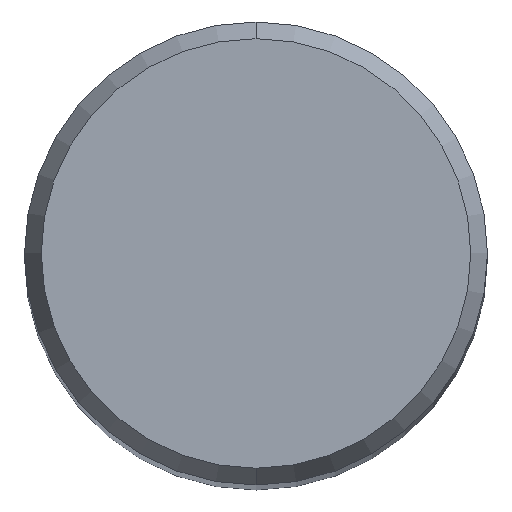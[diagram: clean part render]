
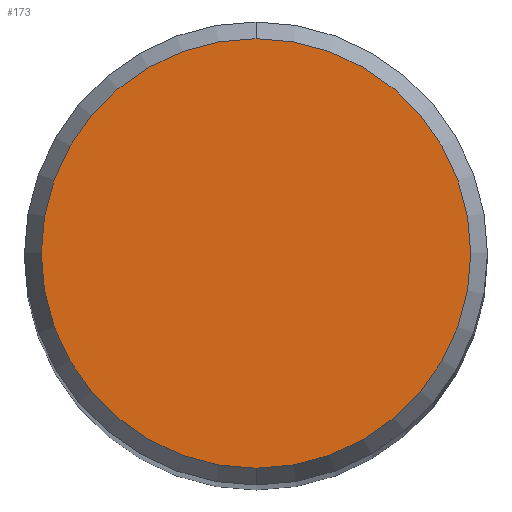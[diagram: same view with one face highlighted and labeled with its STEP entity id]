
A CAD part, top view. The second image highlights one B-rep face of the part: STEP entity #173.
In plain terms, the highlighted planar face has unit normal (0, 0, 1).
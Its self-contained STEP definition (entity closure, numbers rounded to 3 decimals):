
#133=EDGE_CURVE('',#143,#209,#286,.T.);
#143=VERTEX_POINT('',#299);
#173=ADVANCED_FACE('',(#333),#334,.T.);
#187=EDGE_CURVE('',#209,#143,#349,.T.);
#209=VERTEX_POINT('',#374);
#286=CIRCLE('',#461,2.946);
#299=CARTESIAN_POINT('',(0.,-2.946,0.0));
#333=FACE_OUTER_BOUND('',#517,.T.);
#334=PLANE('',#518);
#349=CIRCLE('',#538,2.946);
#374=CARTESIAN_POINT('',(0.0,2.946,0.0));
#461=AXIS2_PLACEMENT_3D('',#629,#630,#631);
#517=EDGE_LOOP('',(#699,#700));
#518=AXIS2_PLACEMENT_3D('',#701,#702,#703);
#538=AXIS2_PLACEMENT_3D('',#719,#720,#721);
#629=CARTESIAN_POINT('',(0.0,0.0,0.0));
#630=DIRECTION('',(0.0,0.0,-1.0));
#631=DIRECTION('',(0.0,1.0,0.0));
#699=ORIENTED_EDGE('',*,*,#187,.F.);
#700=ORIENTED_EDGE('',*,*,#133,.F.);
#701=CARTESIAN_POINT('',(0.0,1.473,0.0));
#702=DIRECTION('',(-0.0,0.0,1.0));
#703=DIRECTION('',(0.0,-1.0,0.0));
#719=CARTESIAN_POINT('',(0.0,0.0,0.0));
#720=DIRECTION('',(0.0,0.0,-1.0));
#721=DIRECTION('',(0.0,1.0,0.0));
